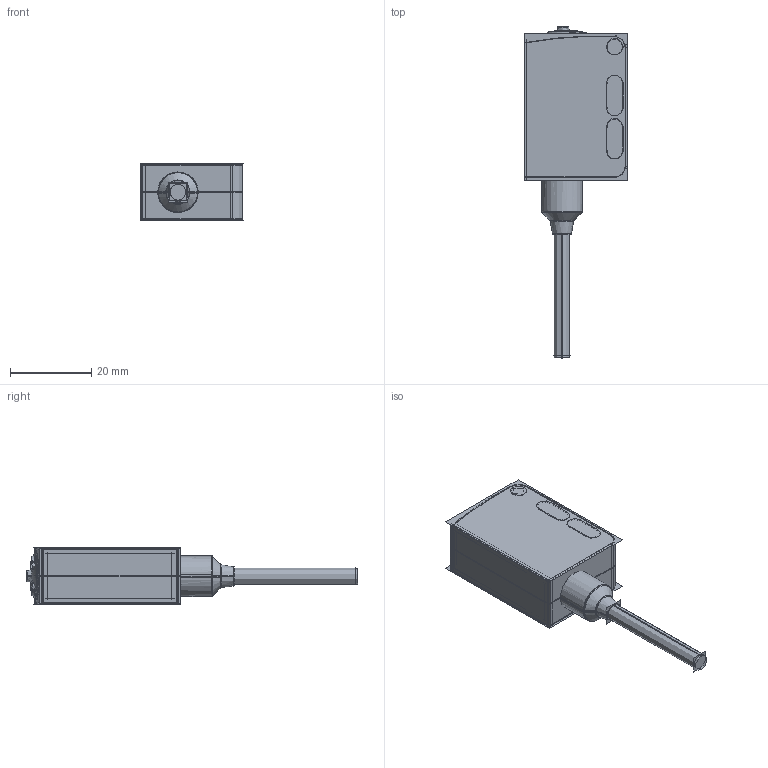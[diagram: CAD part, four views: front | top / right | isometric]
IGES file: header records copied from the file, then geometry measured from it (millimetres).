
Start section:  PTC IGES file: 159667.igs
Global section: file name: 159667.igs; native system: Creo Parametric by Parametric Technology Corporation; preprocessor: 2016010; author: pdmadmin; organization: Unknown; date: 20160808.140209; units: millimetre
Bounding box: 25.43 x 81.87 x 14 mm (x, y, z)
Surface area: 71005.8 mm2
Topology: 1 solids, 3 shells, 354 faces, 2217 edges, 3161 vertices
Faces by surface type: revolution 206, bspline 146, extrusion 2
